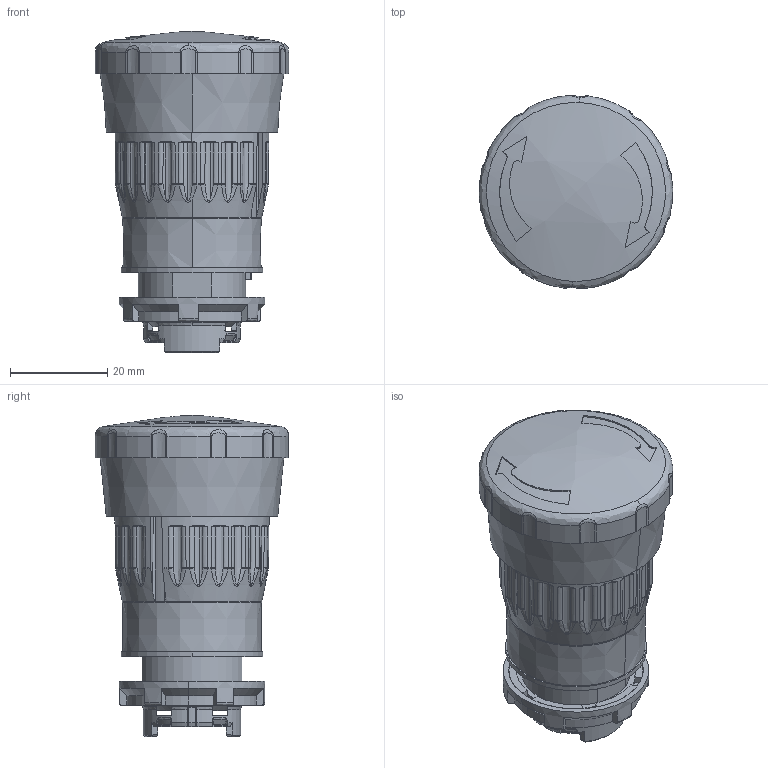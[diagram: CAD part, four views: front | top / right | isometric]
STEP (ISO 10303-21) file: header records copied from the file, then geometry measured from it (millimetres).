
FILE_DESCRIPTION (( 'STEP AP203' ), '1' );
FILE_NAME ('ECX4580.step', '2025-02-06T16:25:59', ( '' ), ( '' ), 'SwSTEP 2.0', 'SolidWorks 2024', '' );
FILE_SCHEMA (( 'CONFIG_CONTROL_DESIGN' ));
Length unit declared in the file: inch
Products named in the file (1): ECX4580
Bounding box: 39.77 x 39.75 x 65.92 mm (x, y, z)
Volume: 28708.9 mm3; surface area: 24045.9 mm2
Topology: 4 solids, 4 shells, 889 faces, 2384 edges, 1480 vertices
Faces by surface type: bspline 368, plane 220, cylinder 164, cone 137
Entity records: 40653 total; most frequent: CARTESIAN_POINT 21607, ORIENTED_EDGE 4712, DIRECTION 2888, EDGE_CURVE 2356, VERTEX_POINT 1480, AXIS2_PLACEMENT_3D 1167, B_SPLINE_CURVE_WITH_KNOTS 1141, EDGE_LOOP 910
